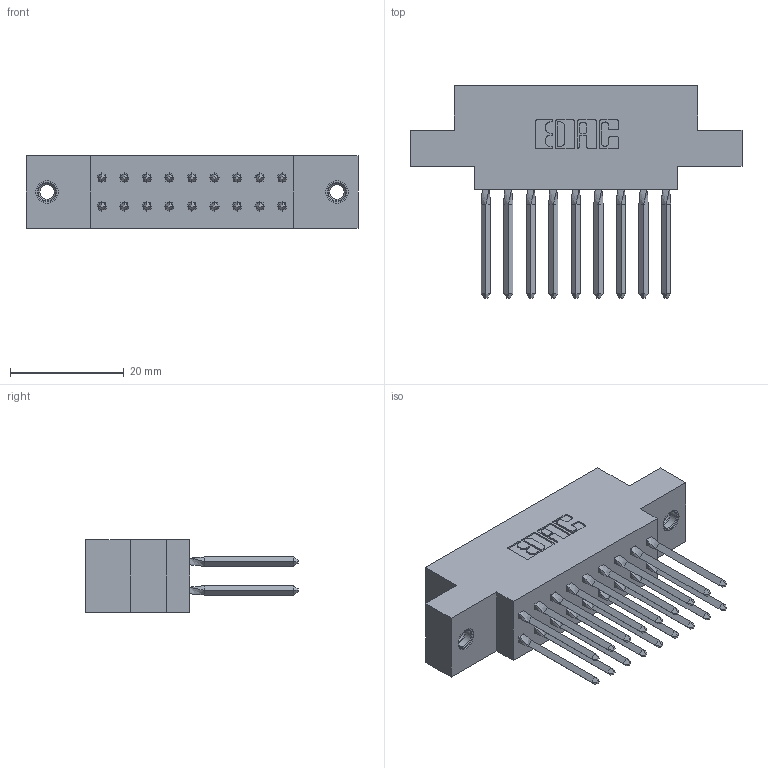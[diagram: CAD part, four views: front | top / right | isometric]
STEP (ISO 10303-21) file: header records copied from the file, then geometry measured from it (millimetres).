
FILE_DESCRIPTION (( 'STEP AP203' ), '1' );
FILE_NAME ('317-018-542-807.STEP', '2020-02-27T16:07:29', ( '' ), ( '' ), 'SwSTEP 2.0', 'SolidWorks 2016', '' );
FILE_SCHEMA (( 'CONFIG_CONTROL_DESIGN' ));
Length unit declared in the file: inch
Products named in the file (4): 317 Part_.156 Dia - TI; 345-250-001_345-250-005-103; 317-290-003_542; 317-018-542-807
Assembly tree (21 placements, depth 2):
  317-018-542-807
    317 Part_.156 Dia - TI
    317-290-003_542  x18
    345-250-001_345-250-005-103  x2
Bounding box: 58.37 x 37.34 x 12.7 mm (x, y, z)
Volume: 8501.4 mm3; surface area: 10799.4 mm2
Topology: 21 solids, 21 shells, 1188 faces, 3291 edges, 2102 vertices
Faces by surface type: plane 918, cylinder 182, bspline 72, cone 12, torus 4
Entity records: 17816 total; most frequent: CARTESIAN_POINT 3324, ORIENTED_EDGE 2980, DIRECTION 2604, EDGE_CURVE 1490, LINE 1300, VECTOR 1300, VERTEX_POINT 984, AXIS2_PLACEMENT_3D 652
